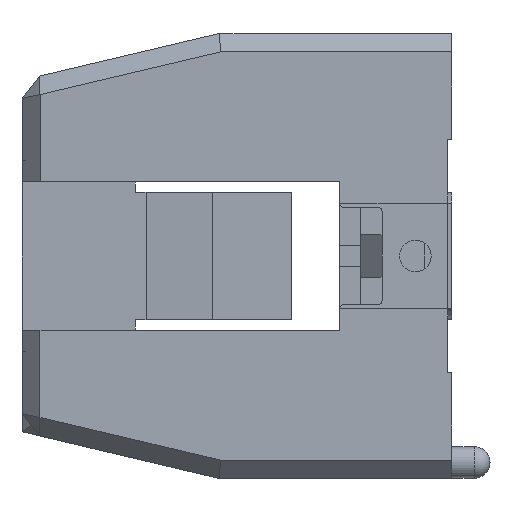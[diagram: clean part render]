
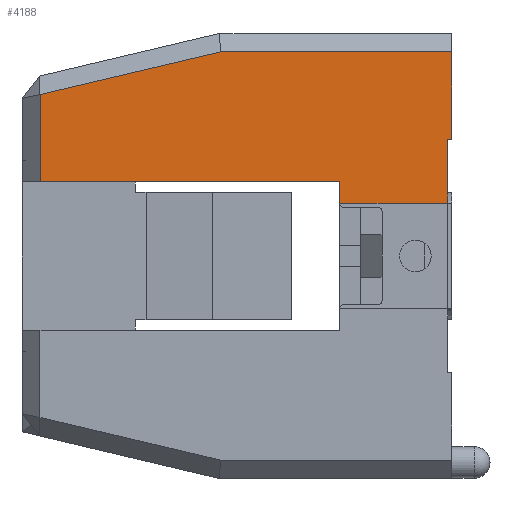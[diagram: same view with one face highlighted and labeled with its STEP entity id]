
A CAD part, left-side view. The second image highlights one B-rep face of the part: STEP entity #4188.
In plain terms, the highlighted planar face has unit normal (-1, 0, 0).
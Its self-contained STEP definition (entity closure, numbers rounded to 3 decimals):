
#290 = EDGE_CURVE ( 'NONE', #1286, #2458, #2107, .T. ) ;
#338 = DIRECTION ( 'NONE',  ( 0., 0.973, -0.23 ) ) ;
#433 = EDGE_CURVE ( 'NONE', #9508, #7728, #4509, .T. ) ;
#463 = ORIENTED_EDGE ( 'NONE', *, *, #9252, .T. ) ;
#473 = VECTOR ( 'NONE', #8890, 1000. ) ;
#605 = EDGE_CURVE ( 'NONE', #8698, #1236, #2206, .T. ) ;
#841 = CARTESIAN_POINT ( 'NONE',  ( -38.5, 5.3, 0. ) ) ;
#1028 = ORIENTED_EDGE ( 'NONE', *, *, #433, .T. ) ;
#1142 = CARTESIAN_POINT ( 'NONE',  ( -38.5, 0., 2.5 ) ) ;
#1236 = VERTEX_POINT ( 'NONE', #2433 ) ;
#1286 = VERTEX_POINT ( 'NONE', #9038 ) ;
#1426 = ORIENTED_EDGE ( 'NONE', *, *, #6374, .T. ) ;
#1437 = CARTESIAN_POINT ( 'NONE',  ( -38.5, 0., 0. ) ) ;
#1780 = VECTOR ( 'NONE', #5476, 1000. ) ;
#2034 = FACE_OUTER_BOUND ( 'NONE', #8458, .T. ) ;
#2107 = LINE ( 'NONE', #9072, #8224 ) ;
#2130 = DIRECTION ( 'NONE',  ( 1., 0., 0. ) ) ;
#2206 = LINE ( 'NONE', #841, #473 ) ;
#2308 = CARTESIAN_POINT ( 'NONE',  ( -38.5, 10.901, 9.65 ) ) ;
#2433 = CARTESIAN_POINT ( 'NONE',  ( -38.5, 5.3, 2.5 ) ) ;
#2458 = VERTEX_POINT ( 'NONE', #2743 ) ;
#2610 = ORIENTED_EDGE ( 'NONE', *, *, #2997, .F. ) ;
#2701 = LINE ( 'NONE', #9150, #5105 ) ;
#2743 = CARTESIAN_POINT ( 'NONE',  ( -38.5, 19.45, 3.5 ) ) ;
#2958 = VERTEX_POINT ( 'NONE', #7283 ) ;
#2973 = LINE ( 'NONE', #6709, #9330 ) ;
#2986 = ORIENTED_EDGE ( 'NONE', *, *, #4478, .T. ) ;
#2997 = EDGE_CURVE ( 'NONE', #2958, #6808, #6439, .T. ) ;
#3050 = ORIENTED_EDGE ( 'NONE', *, *, #605, .T. ) ;
#3124 = LINE ( 'NONE', #5685, #4152 ) ;
#3290 = ORIENTED_EDGE ( 'NONE', *, *, #290, .T. ) ;
#3403 = CARTESIAN_POINT ( 'NONE',  ( -38.5, 5.3, 3.5 ) ) ;
#3621 = VERTEX_POINT ( 'NONE', #5843 ) ;
#4102 = DIRECTION ( 'NONE',  ( 0., -1., 0. ) ) ;
#4152 = VECTOR ( 'NONE', #5721, 1000. ) ;
#4188 = ADVANCED_FACE ( 'NONE', ( #2034 ), #7414, .F. ) ;
#4311 = DIRECTION ( 'NONE',  ( 0., 0., -1. ) ) ;
#4460 = VECTOR ( 'NONE', #4311, 1000. ) ;
#4478 = EDGE_CURVE ( 'NONE', #7728, #1286, #2701, .T. ) ;
#4509 = LINE ( 'NONE', #5520, #6251 ) ;
#4872 = LINE ( 'NONE', #1142, #5446 ) ;
#5105 = VECTOR ( 'NONE', #338, 1000. ) ;
#5446 = VECTOR ( 'NONE', #4102, 1000. ) ;
#5476 = DIRECTION ( 'NONE',  ( 0., 0., 1. ) ) ;
#5520 = CARTESIAN_POINT ( 'NONE',  ( -38.5, 0., 9.65 ) ) ;
#5685 = CARTESIAN_POINT ( 'NONE',  ( -38.5, 0.2, 5.5 ) ) ;
#5721 = DIRECTION ( 'NONE',  ( 0., -1., 0. ) ) ;
#5843 = CARTESIAN_POINT ( 'NONE',  ( -38.5, 0., 5.5 ) ) ;
#6066 = DIRECTION ( 'NONE',  ( 0., -1., 0. ) ) ;
#6251 = VECTOR ( 'NONE', #7760, 1000. ) ;
#6264 = LINE ( 'NONE', #9146, #1780 ) ;
#6361 = ORIENTED_EDGE ( 'NONE', *, *, #9559, .T. ) ;
#6374 = EDGE_CURVE ( 'NONE', #2958, #3621, #3124, .T. ) ;
#6439 = LINE ( 'NONE', #7246, #4460 ) ;
#6610 = ORIENTED_EDGE ( 'NONE', *, *, #7408, .T. ) ;
#6681 = DIRECTION ( 'NONE',  ( 0., 0., -1. ) ) ;
#6709 = CARTESIAN_POINT ( 'NONE',  ( -38.5, 0., 3.5 ) ) ;
#6759 = CARTESIAN_POINT ( 'NONE',  ( -38.5, 0., 9.65 ) ) ;
#6808 = VERTEX_POINT ( 'NONE', #9203 ) ;
#6880 = DIRECTION ( 'NONE',  ( 0., 0., -1. ) ) ;
#7246 = CARTESIAN_POINT ( 'NONE',  ( -38.5, 0.2, 5.5 ) ) ;
#7283 = CARTESIAN_POINT ( 'NONE',  ( -38.5, 0.2, 5.5 ) ) ;
#7408 = EDGE_CURVE ( 'NONE', #2458, #8698, #2973, .T. ) ;
#7414 = PLANE ( 'NONE',  #9204 ) ;
#7728 = VERTEX_POINT ( 'NONE', #2308 ) ;
#7760 = DIRECTION ( 'NONE',  ( 0., 1., 0. ) ) ;
#8224 = VECTOR ( 'NONE', #6880, 1000. ) ;
#8458 = EDGE_LOOP ( 'NONE', ( #6361, #1028, #2986, #3290, #6610, #3050, #463, #2610, #1426 ) ) ;
#8698 = VERTEX_POINT ( 'NONE', #3403 ) ;
#8890 = DIRECTION ( 'NONE',  ( 0., 0., -1. ) ) ;
#9038 = CARTESIAN_POINT ( 'NONE',  ( -38.5, 19.45, 7.628 ) ) ;
#9072 = CARTESIAN_POINT ( 'NONE',  ( -38.5, 19.45, 0. ) ) ;
#9146 = CARTESIAN_POINT ( 'NONE',  ( -38.5, 0., -10.5 ) ) ;
#9150 = CARTESIAN_POINT ( 'NONE',  ( -38.5, 2.74, 11.581 ) ) ;
#9203 = CARTESIAN_POINT ( 'NONE',  ( -38.5, 0.2, 2.5 ) ) ;
#9204 = AXIS2_PLACEMENT_3D ( 'NONE', #1437, #2130, #6681 ) ;
#9252 = EDGE_CURVE ( 'NONE', #1236, #6808, #4872, .T. ) ;
#9330 = VECTOR ( 'NONE', #6066, 1000. ) ;
#9508 = VERTEX_POINT ( 'NONE', #6759 ) ;
#9559 = EDGE_CURVE ( 'NONE', #3621, #9508, #6264, .T. ) ;
